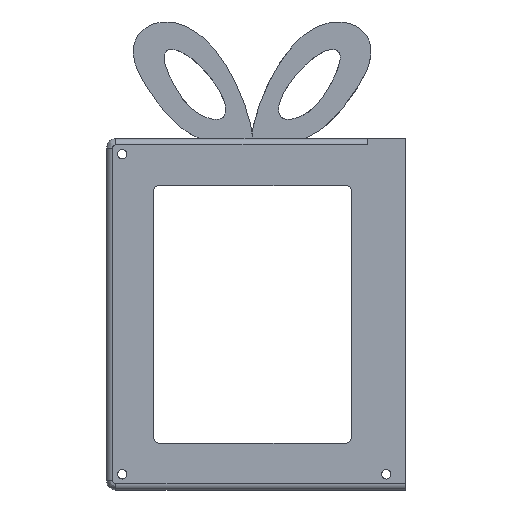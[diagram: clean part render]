
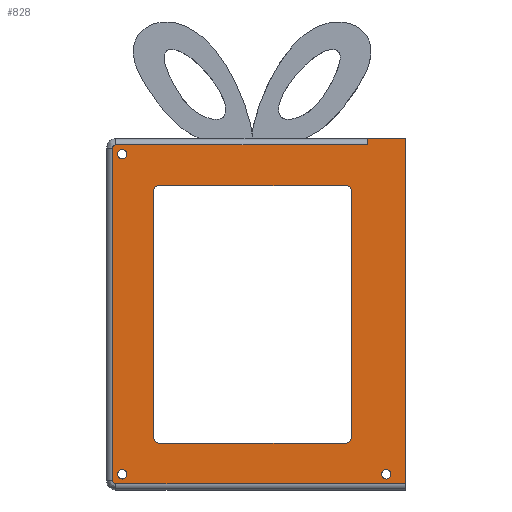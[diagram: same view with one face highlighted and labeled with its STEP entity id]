
A CAD part, top view. The second image highlights one B-rep face of the part: STEP entity #828.
In plain terms, the highlighted planar face has unit normal (0, 0, 1).
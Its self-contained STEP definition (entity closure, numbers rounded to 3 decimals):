
#31=FACE_BOUND('',#139,.T.);
#32=FACE_BOUND('',#140,.T.);
#33=FACE_BOUND('',#141,.T.);
#34=FACE_BOUND('',#142,.T.);
#60=PLANE('',#904);
#93=FACE_OUTER_BOUND('',#138,.T.);
#138=EDGE_LOOP('',(#638,#639,#640,#641,#642,#643,#644,#645));
#139=EDGE_LOOP('',(#646,#647,#648,#649,#650,#651,#652,#653));
#140=EDGE_LOOP('',(#654));
#141=EDGE_LOOP('',(#655));
#142=EDGE_LOOP('',(#656));
#182=LINE('',#1149,#261);
#185=LINE('',#1160,#264);
#189=LINE('',#1172,#268);
#192=LINE('',#1181,#271);
#194=LINE('',#1188,#273);
#201=LINE('',#1203,#280);
#202=LINE('',#1222,#281);
#204=LINE('',#1242,#283);
#216=LINE('',#1266,#295);
#219=LINE('',#1271,#298);
#261=VECTOR('',#945,10.);
#264=VECTOR('',#956,10.);
#268=VECTOR('',#968,10.);
#271=VECTOR('',#979,10.);
#273=VECTOR('',#985,10.);
#280=VECTOR('',#996,10.);
#281=VECTOR('',#1007,10.);
#283=VECTOR('',#1019,10.);
#295=VECTOR('',#1039,10.);
#298=VECTOR('',#1044,10.);
#337=CIRCLE('',#872,2.);
#339=CIRCLE('',#876,2.);
#341=CIRCLE('',#880,2.);
#343=CIRCLE('',#884,2.);
#347=CIRCLE('',#891,1.);
#351=CIRCLE('',#896,1.);
#355=CIRCLE('',#905,1.5);
#356=CIRCLE('',#906,1.5);
#357=CIRCLE('',#907,1.5);
#364=VERTEX_POINT('',#1139);
#365=VERTEX_POINT('',#1141);
#367=VERTEX_POINT('',#1147);
#370=VERTEX_POINT('',#1154);
#371=VERTEX_POINT('',#1156);
#374=VERTEX_POINT('',#1166);
#375=VERTEX_POINT('',#1168);
#377=VERTEX_POINT('',#1177);
#378=VERTEX_POINT('',#1184);
#380=VERTEX_POINT('',#1187);
#386=VERTEX_POINT('',#1201);
#388=VERTEX_POINT('',#1214);
#390=VERTEX_POINT('',#1220);
#392=VERTEX_POINT('',#1234);
#394=VERTEX_POINT('',#1240);
#402=VERTEX_POINT('',#1265);
#404=VERTEX_POINT('',#1272);
#405=VERTEX_POINT('',#1274);
#406=VERTEX_POINT('',#1276);
#438=EDGE_CURVE('',#364,#365,#337,.T.);
#442=EDGE_CURVE('',#364,#367,#182,.T.);
#445=EDGE_CURVE('',#370,#371,#339,.T.);
#447=EDGE_CURVE('',#370,#365,#185,.T.);
#451=EDGE_CURVE('',#374,#375,#341,.T.);
#453=EDGE_CURVE('',#374,#371,#189,.T.);
#457=EDGE_CURVE('',#377,#367,#343,.T.);
#458=EDGE_CURVE('',#377,#375,#192,.T.);
#461=EDGE_CURVE('',#380,#378,#194,.T.);
#469=EDGE_CURVE('',#386,#378,#201,.T.);
#471=EDGE_CURVE('',#388,#386,#347,.T.);
#474=EDGE_CURVE('',#390,#388,#202,.T.);
#477=EDGE_CURVE('',#392,#390,#351,.T.);
#480=EDGE_CURVE('',#394,#392,#204,.T.);
#493=EDGE_CURVE('',#402,#380,#216,.T.);
#496=EDGE_CURVE('',#394,#402,#219,.T.);
#497=EDGE_CURVE('',#404,#404,#355,.T.);
#498=EDGE_CURVE('',#405,#405,#356,.T.);
#499=EDGE_CURVE('',#406,#406,#357,.T.);
#638=ORIENTED_EDGE('',*,*,#469,.F.);
#639=ORIENTED_EDGE('',*,*,#471,.F.);
#640=ORIENTED_EDGE('',*,*,#474,.F.);
#641=ORIENTED_EDGE('',*,*,#477,.F.);
#642=ORIENTED_EDGE('',*,*,#480,.F.);
#643=ORIENTED_EDGE('',*,*,#496,.T.);
#644=ORIENTED_EDGE('',*,*,#493,.T.);
#645=ORIENTED_EDGE('',*,*,#461,.T.);
#646=ORIENTED_EDGE('',*,*,#453,.T.);
#647=ORIENTED_EDGE('',*,*,#445,.F.);
#648=ORIENTED_EDGE('',*,*,#447,.T.);
#649=ORIENTED_EDGE('',*,*,#438,.F.);
#650=ORIENTED_EDGE('',*,*,#442,.T.);
#651=ORIENTED_EDGE('',*,*,#457,.F.);
#652=ORIENTED_EDGE('',*,*,#458,.T.);
#653=ORIENTED_EDGE('',*,*,#451,.F.);
#654=ORIENTED_EDGE('',*,*,#497,.T.);
#655=ORIENTED_EDGE('',*,*,#498,.T.);
#656=ORIENTED_EDGE('',*,*,#499,.T.);
#828=ADVANCED_FACE('',(#93,#31,#32,#33,#34),#60,.T.);
#872=AXIS2_PLACEMENT_3D('',#1142,#938,#939);
#876=AXIS2_PLACEMENT_3D('',#1157,#951,#952);
#880=AXIS2_PLACEMENT_3D('',#1169,#963,#964);
#884=AXIS2_PLACEMENT_3D('',#1179,#975,#976);
#891=AXIS2_PLACEMENT_3D('',#1216,#999,#1000);
#896=AXIS2_PLACEMENT_3D('',#1236,#1011,#1012);
#904=AXIS2_PLACEMENT_3D('',#1270,#1042,#1043);
#905=AXIS2_PLACEMENT_3D('',#1273,#1045,#1046);
#906=AXIS2_PLACEMENT_3D('',#1275,#1047,#1048);
#907=AXIS2_PLACEMENT_3D('',#1277,#1049,#1050);
#938=DIRECTION('center_axis',(0.,0.,1.));
#939=DIRECTION('ref_axis',(-0.707,-0.707,0.));
#945=DIRECTION('',(0.,1.,0.));
#951=DIRECTION('center_axis',(0.,0.,1.));
#952=DIRECTION('ref_axis',(0.707,-0.707,0.));
#956=DIRECTION('',(-1.,0.,0.));
#963=DIRECTION('center_axis',(0.,0.,1.));
#964=DIRECTION('ref_axis',(0.707,0.707,0.));
#968=DIRECTION('',(0.,-1.,0.));
#975=DIRECTION('center_axis',(0.,0.,1.));
#976=DIRECTION('ref_axis',(-0.707,0.707,0.));
#979=DIRECTION('',(1.,0.,0.));
#985=DIRECTION('',(0.,-1.,0.));
#996=DIRECTION('',(1.,0.,0.));
#999=DIRECTION('center_axis',(0.,0.,-1.));
#1000=DIRECTION('ref_axis',(-0.707,0.707,0.));
#1007=DIRECTION('',(0.,1.,0.));
#1011=DIRECTION('center_axis',(0.,0.,-1.));
#1012=DIRECTION('ref_axis',(-0.707,-0.707,0.));
#1019=DIRECTION('',(-1.,0.,0.));
#1039=DIRECTION('',(-1.,0.,0.));
#1042=DIRECTION('center_axis',(0.,0.,1.));
#1043=DIRECTION('ref_axis',(1.,0.,0.));
#1044=DIRECTION('',(0.,1.,0.));
#1045=DIRECTION('center_axis',(0.,0.,-1.));
#1046=DIRECTION('ref_axis',(1.,0.,0.));
#1047=DIRECTION('center_axis',(0.,0.,-1.));
#1048=DIRECTION('ref_axis',(1.,0.,0.));
#1049=DIRECTION('center_axis',(0.,0.,-1.));
#1050=DIRECTION('ref_axis',(1.,0.,0.));
#1139=CARTESIAN_POINT('',(-18.438,-62.812,9.));
#1141=CARTESIAN_POINT('',(-16.438,-64.812,9.));
#1142=CARTESIAN_POINT('Origin',(-16.438,-62.812,9.));
#1147=CARTESIAN_POINT('',(-18.438,15.675,9.));
#1149=CARTESIAN_POINT('',(-18.438,-64.812,9.));
#1154=CARTESIAN_POINT('',(43.,-64.812,9.));
#1156=CARTESIAN_POINT('',(45.,-62.812,9.));
#1157=CARTESIAN_POINT('Origin',(43.,-62.812,9.));
#1160=CARTESIAN_POINT('',(45.,-64.812,9.));
#1166=CARTESIAN_POINT('',(45.,15.675,9.));
#1168=CARTESIAN_POINT('',(43.,17.675,9.));
#1169=CARTESIAN_POINT('Origin',(43.,15.675,9.));
#1172=CARTESIAN_POINT('',(45.,17.675,9.));
#1177=CARTESIAN_POINT('',(-16.438,17.675,9.));
#1179=CARTESIAN_POINT('Origin',(-16.438,15.675,9.));
#1181=CARTESIAN_POINT('',(-18.438,17.675,9.));
#1184=CARTESIAN_POINT('',(50.,30.675,9.));
#1187=CARTESIAN_POINT('',(50.,32.675,9.));
#1188=CARTESIAN_POINT('',(50.,17.675,9.));
#1201=CARTESIAN_POINT('',(-30.438,30.675,9.));
#1203=CARTESIAN_POINT('',(38.356,30.675,9.));
#1214=CARTESIAN_POINT('',(-31.438,29.675,9.));
#1216=CARTESIAN_POINT('Origin',(-30.438,29.675,9.));
#1220=CARTESIAN_POINT('',(-31.438,-76.812,9.));
#1222=CARTESIAN_POINT('',(-31.438,4.553,9.));
#1234=CARTESIAN_POINT('',(-30.438,-77.812,9.));
#1236=CARTESIAN_POINT('Origin',(-30.438,-76.812,9.));
#1240=CARTESIAN_POINT('',(62.287,-77.812,9.));
#1242=CARTESIAN_POINT('',(-9.507,-77.812,9.));
#1265=CARTESIAN_POINT('',(62.287,32.675,9.));
#1266=CARTESIAN_POINT('',(57.965,32.675,9.));
#1270=CARTESIAN_POINT('Origin',(14.425,-23.569,9.));
#1271=CARTESIAN_POINT('',(62.287,-51.691,9.));
#1272=CARTESIAN_POINT('',(-29.938,27.675,9.));
#1273=CARTESIAN_POINT('Origin',(-28.438,27.675,9.));
#1274=CARTESIAN_POINT('',(-29.938,-74.812,9.));
#1275=CARTESIAN_POINT('Origin',(-28.438,-74.812,9.));
#1276=CARTESIAN_POINT('',(54.644,-74.812,9.));
#1277=CARTESIAN_POINT('Origin',(56.144,-74.812,9.));
